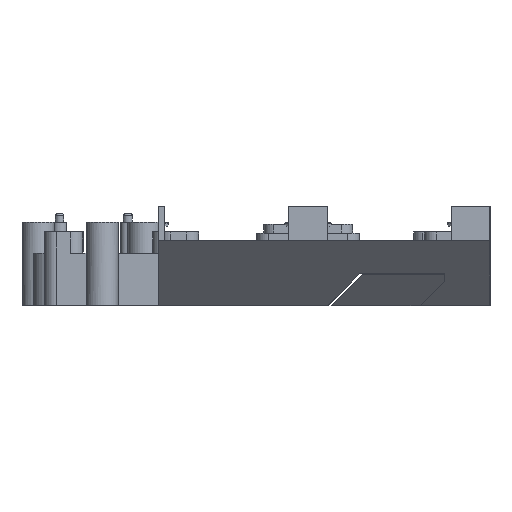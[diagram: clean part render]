
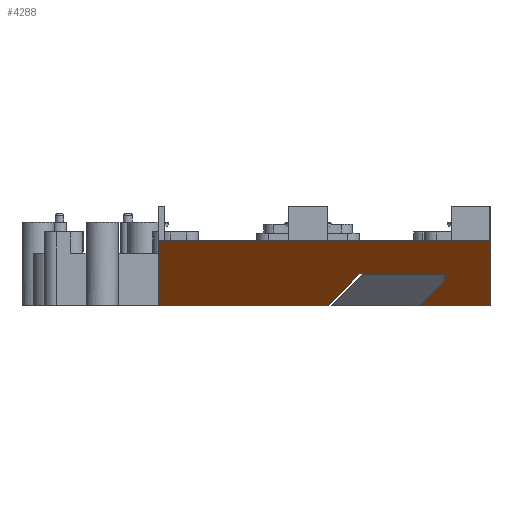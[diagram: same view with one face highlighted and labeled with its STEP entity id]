
A CAD part, left-side view. The second image highlights one B-rep face of the part: STEP entity #4288.
In plain terms, the highlighted planar face has unit normal (-0.707, 0, -0.707).
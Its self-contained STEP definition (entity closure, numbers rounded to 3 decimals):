
#1301=CARTESIAN_POINT('',(1.597,-70.099,3.348));
#1302=VERTEX_POINT('',#1301);
#1318=CARTESIAN_POINT('',(7.623,-64.073,-2.679));
#1319=VERTEX_POINT('',#1318);
#1326=CARTESIAN_POINT('',(7.623,-64.073,-2.679));
#1327=DIRECTION('',(-0.577,-0.577,0.577));
#1328=VECTOR('',#1327,10.438);
#1329=LINE('',#1326,#1328);
#1330=EDGE_CURVE('',#1319,#1302,#1329,.T.);
#1434=CARTESIAN_POINT('',(-0.245,-48.759,5.19));
#1435=VERTEX_POINT('',#1434);
#1452=CARTESIAN_POINT('',(-0.245,-70.099,5.19));
#1453=VERTEX_POINT('',#1452);
#1460=CARTESIAN_POINT('',(-0.245,-70.099,5.19));
#1461=DIRECTION('',(-0.,1.,-0.));
#1462=VECTOR('',#1461,21.341);
#1463=LINE('',#1460,#1462);
#1464=EDGE_CURVE('',#1453,#1435,#1463,.T.);
#3863=CARTESIAN_POINT('',(7.635,1.268,-2.69));
#3864=VERTEX_POINT('',#3863);
#3871=CARTESIAN_POINT('',(-8.557,1.268,13.502));
#3872=VERTEX_POINT('',#3871);
#3873=CARTESIAN_POINT('',(7.635,1.268,-2.69));
#3874=DIRECTION('',(-0.707,0.,0.707));
#3875=VECTOR('',#3874,22.899);
#3876=LINE('',#3873,#3875);
#3877=EDGE_CURVE('',#3864,#3872,#3876,.T.);
#4236=CARTESIAN_POINT('',(-8.517,-99.032,13.462));
#4237=DIRECTION('',(-0.707,-0.,-0.707));
#4238=DIRECTION('',(-0.,1.,-0.));
#4239=AXIS2_PLACEMENT_3D('',#4236,#4237,#4238);
#4240=PLANE('',#4239);
#4241=CARTESIAN_POINT('',(1.597,-70.099,3.348));
#4242=DIRECTION('',(-0.707,0.,0.707));
#4243=VECTOR('',#4242,2.605);
#4244=LINE('',#4241,#4243);
#4245=EDGE_CURVE('',#1302,#1453,#4244,.T.);
#4246=ORIENTED_EDGE('',*,*,#4245,.F.);
#4247=ORIENTED_EDGE('',*,*,#1330,.F.);
#4248=CARTESIAN_POINT('',(7.623,-81.229,-2.679));
#4249=VERTEX_POINT('',#4248);
#4250=CARTESIAN_POINT('',(7.623,-81.229,-2.679));
#4251=DIRECTION('',(-0.,1.,-0.));
#4252=VECTOR('',#4251,17.157);
#4253=LINE('',#4250,#4252);
#4254=EDGE_CURVE('',#4249,#1319,#4253,.T.);
#4255=ORIENTED_EDGE('',*,*,#4254,.F.);
#4256=CARTESIAN_POINT('',(-8.557,-81.229,13.502));
#4257=VERTEX_POINT('',#4256);
#4258=CARTESIAN_POINT('',(7.623,-81.229,-2.679));
#4259=DIRECTION('',(-0.707,0.,0.707));
#4260=VECTOR('',#4259,22.883);
#4261=LINE('',#4258,#4260);
#4262=EDGE_CURVE('',#4249,#4257,#4261,.T.);
#4263=ORIENTED_EDGE('',*,*,#4262,.T.);
#4264=CARTESIAN_POINT('',(-8.557,1.268,13.502));
#4265=DIRECTION('',(0.,-1.,0.));
#4266=VECTOR('',#4265,82.498);
#4267=LINE('',#4264,#4266);
#4268=EDGE_CURVE('',#3872,#4257,#4267,.T.);
#4269=ORIENTED_EDGE('',*,*,#4268,.F.);
#4270=ORIENTED_EDGE('',*,*,#3877,.F.);
#4271=CARTESIAN_POINT('',(7.635,-40.879,-2.69));
#4272=VERTEX_POINT('',#4271);
#4273=CARTESIAN_POINT('',(7.635,-40.879,-2.69));
#4274=DIRECTION('',(0.,1.,-0.));
#4275=VECTOR('',#4274,42.147);
#4276=LINE('',#4273,#4275);
#4277=EDGE_CURVE('',#4272,#3864,#4276,.T.);
#4278=ORIENTED_EDGE('',*,*,#4277,.F.);
#4279=CARTESIAN_POINT('',(-0.245,-48.759,5.19));
#4280=DIRECTION('',(0.577,0.577,-0.577));
#4281=VECTOR('',#4280,13.649);
#4282=LINE('',#4279,#4281);
#4283=EDGE_CURVE('',#1435,#4272,#4282,.T.);
#4284=ORIENTED_EDGE('',*,*,#4283,.F.);
#4285=ORIENTED_EDGE('',*,*,#1464,.F.);
#4286=EDGE_LOOP('',(#4246,#4247,#4255,#4263,#4269,#4270,#4278,#4284,#4285));
#4287=FACE_BOUND('',#4286,.T.);
#4288=ADVANCED_FACE('',(#4287),#4240,.T.);
